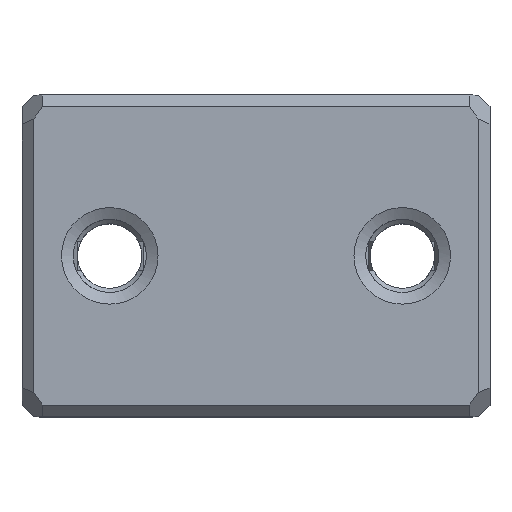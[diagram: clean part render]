
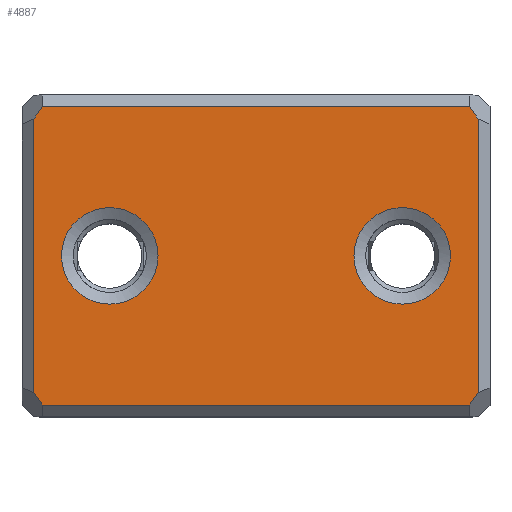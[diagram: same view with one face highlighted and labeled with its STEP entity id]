
A CAD part, top view. The second image highlights one B-rep face of the part: STEP entity #4887.
In plain terms, the highlighted planar face has unit normal (0, 0, 1).
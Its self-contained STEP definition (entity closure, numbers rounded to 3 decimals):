
#4648=FACE_BOUND('',#7245,.T.);
#4649=FACE_BOUND('',#7246,.T.);
#4650=FACE_BOUND('',#7247,.T.);
#4713=CIRCLE('',#20360,0.825);
#4714=CIRCLE('',#20361,0.825);
#4887=ADVANCED_FACE('DRAWINGID_51',(#4648,#4649,#4650),#5715,.F.);
#5715=PLANE('',#20362);
#7245=EDGE_LOOP('',(#9381));
#7246=EDGE_LOOP('',(#9382));
#7247=EDGE_LOOP('',(#9383,#9384,#9385,#9386,#9387,#9388,#9389,#9390));
#9381=ORIENTED_EDGE('',*,*,#15123,.T.);
#9382=ORIENTED_EDGE('',*,*,#15124,.T.);
#9383=ORIENTED_EDGE('',*,*,#15125,.T.);
#9384=ORIENTED_EDGE('',*,*,#15126,.T.);
#9385=ORIENTED_EDGE('',*,*,#15127,.T.);
#9386=ORIENTED_EDGE('',*,*,#15128,.T.);
#9387=ORIENTED_EDGE('',*,*,#15129,.T.);
#9388=ORIENTED_EDGE('',*,*,#15130,.T.);
#9389=ORIENTED_EDGE('',*,*,#15131,.T.);
#9390=ORIENTED_EDGE('',*,*,#15132,.T.);
#13437=VERTEX_POINT('',#26782);
#13438=VERTEX_POINT('',#26784);
#13439=VERTEX_POINT('',#26786);
#13440=VERTEX_POINT('',#26787);
#13441=VERTEX_POINT('',#26789);
#13442=VERTEX_POINT('',#26791);
#13443=VERTEX_POINT('',#26793);
#13444=VERTEX_POINT('',#26795);
#13445=VERTEX_POINT('',#26797);
#13446=VERTEX_POINT('',#26799);
#15123=EDGE_CURVE('',#13437,#13437,#4713,.T.);
#15124=EDGE_CURVE('',#13438,#13438,#4714,.T.);
#15125=EDGE_CURVE('',#13439,#13440,#17221,.T.);
#15126=EDGE_CURVE('',#13440,#13441,#17222,.T.);
#15127=EDGE_CURVE('',#13441,#13442,#17223,.T.);
#15128=EDGE_CURVE('',#13442,#13443,#17224,.T.);
#15129=EDGE_CURVE('',#13443,#13444,#17225,.T.);
#15130=EDGE_CURVE('',#13444,#13445,#17226,.T.);
#15131=EDGE_CURVE('',#13445,#13446,#17227,.T.);
#15132=EDGE_CURVE('',#13446,#13439,#17228,.T.);
#17221=LINE('',#26785,#19105);
#17222=LINE('',#26788,#19106);
#17223=LINE('',#26790,#19107);
#17224=LINE('',#26792,#19108);
#17225=LINE('',#26794,#19109);
#17226=LINE('',#26796,#19110);
#17227=LINE('',#26798,#19111);
#17228=LINE('',#26800,#19112);
#19105=VECTOR('',#22114,1.);
#19106=VECTOR('',#22115,1.);
#19107=VECTOR('',#22116,1.);
#19108=VECTOR('',#22117,1.);
#19109=VECTOR('',#22118,1.);
#19110=VECTOR('',#22119,1.);
#19111=VECTOR('',#22120,1.);
#19112=VECTOR('',#22121,1.);
#20360=AXIS2_PLACEMENT_3D('',#26781,#22110,#22111);
#20361=AXIS2_PLACEMENT_3D('',#26783,#22112,#22113);
#20362=AXIS2_PLACEMENT_3D('',#26801,#22122,#22123);
#22110=DIRECTION('',(0.,0.,-1.));
#22111=DIRECTION('',(-1.,0.,0.));
#22112=DIRECTION('',(0.,0.,-1.));
#22113=DIRECTION('',(-1.,0.,0.));
#22114=DIRECTION('',(-0.577,-0.816,0.));
#22115=DIRECTION('',(0.,-1.,0.));
#22116=DIRECTION('',(0.577,-0.816,0.));
#22117=DIRECTION('',(1.,0.,0.));
#22118=DIRECTION('',(0.577,0.816,0.));
#22119=DIRECTION('',(0.,1.,0.));
#22120=DIRECTION('',(-0.577,0.816,0.));
#22121=DIRECTION('',(-1.,0.,0.));
#22122=DIRECTION('',(0.,0.,-1.));
#22123=DIRECTION('',(1.,0.,0.));
#26781=CARTESIAN_POINT('',(-2.5,0.,3.2));
#26782=CARTESIAN_POINT('',(-3.325,0.,3.2));
#26783=CARTESIAN_POINT('',(2.5,0.,3.2));
#26784=CARTESIAN_POINT('',(1.675,0.,3.2));
#26785=CARTESIAN_POINT('',(-3.73,2.437,3.2));
#26786=CARTESIAN_POINT('',(-3.65,2.55,3.2));
#26787=CARTESIAN_POINT('',(-3.8,2.338,3.2));
#26788=CARTESIAN_POINT('',(-3.8,2.75,3.2));
#26789=CARTESIAN_POINT('',(-3.8,-2.338,3.2));
#26790=CARTESIAN_POINT('',(-3.73,-2.437,3.2));
#26791=CARTESIAN_POINT('',(-3.65,-2.55,3.2));
#26792=CARTESIAN_POINT('',(4.,-2.55,3.2));
#26793=CARTESIAN_POINT('',(3.65,-2.55,3.2));
#26794=CARTESIAN_POINT('',(3.73,-2.437,3.2));
#26795=CARTESIAN_POINT('',(3.8,-2.338,3.2));
#26796=CARTESIAN_POINT('',(3.8,2.055,3.2));
#26797=CARTESIAN_POINT('',(3.8,2.338,3.2));
#26798=CARTESIAN_POINT('',(3.73,2.437,3.2));
#26799=CARTESIAN_POINT('',(3.65,2.55,3.2));
#26800=CARTESIAN_POINT('',(4.,2.55,3.2));
#26801=CARTESIAN_POINT('',(4.,2.75,3.2));
